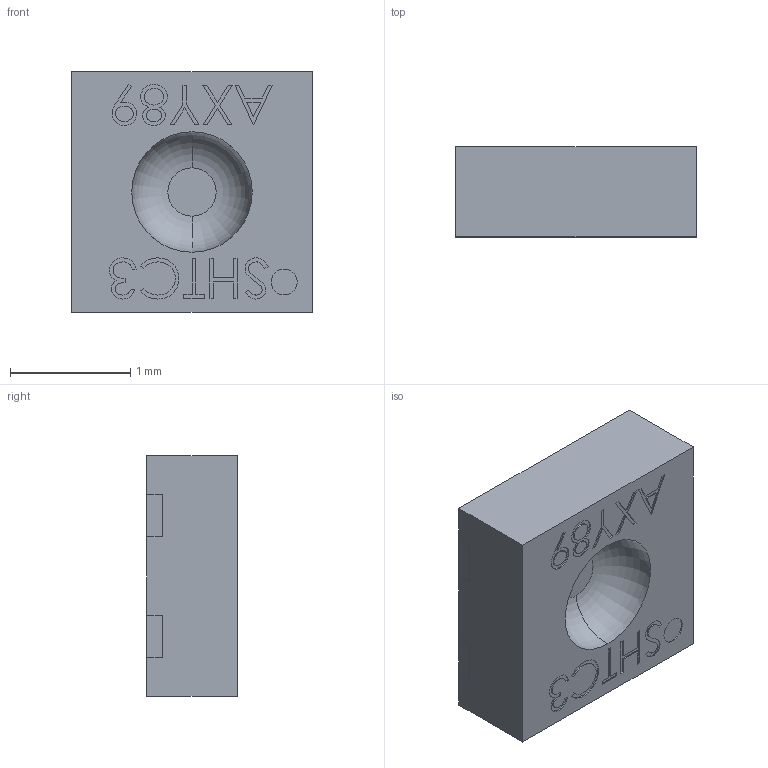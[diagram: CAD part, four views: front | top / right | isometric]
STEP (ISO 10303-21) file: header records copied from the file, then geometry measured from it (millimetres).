
FILE_DESCRIPTION (( 'STEP AP214' ), '1' );
FILE_NAME ('SHTC3.STEP', '2021-04-30T12:51:22', ( '' ), ( '' ), 'SwSTEP 2.0', 'SolidWorks 2018', '' );
FILE_SCHEMA (( 'AUTOMOTIVE_DESIGN' ));
Length unit declared in the file: millimetre
Products named in the file (2): SHTC3
Bounding box: 2 x 0.75 x 2 mm (x, y, z)
Volume: 2.8 mm3; surface area: 20.2 mm2
Topology: 6 solids, 6 shells, 205 faces, 528 edges, 352 vertices
Faces by surface type: plane 137, bspline 64, cylinder 2, torus 2
Entity records: 11749 total; most frequent: CARTESIAN_POINT 4823, ORIENTED_EDGE 1056, DIRECTION 696, EDGE_CURVE 528, LINE 390, VECTOR 390, VERTEX_POINT 352, EDGE_LOOP 222
